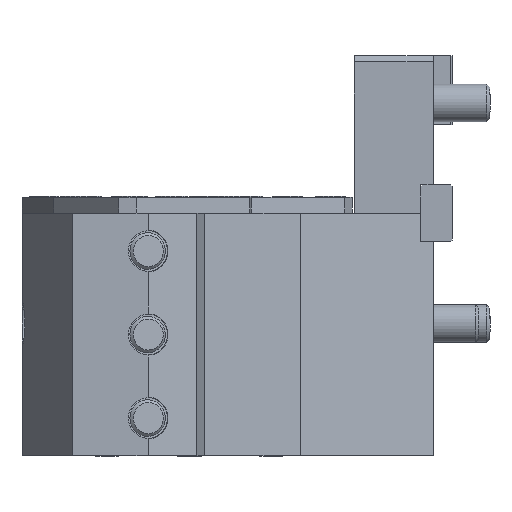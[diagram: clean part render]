
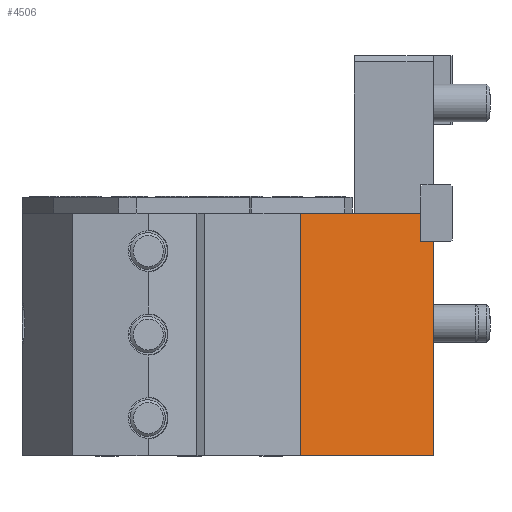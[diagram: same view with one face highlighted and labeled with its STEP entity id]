
A CAD part, left-side view. The second image highlights one B-rep face of the part: STEP entity #4506.
In plain terms, the highlighted planar face has unit normal (-0.966, -0.259, 0).
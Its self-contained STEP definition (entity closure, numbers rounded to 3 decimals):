
#129=LINE('',#6746,#443);
#240=LINE('',#6993,#554);
#299=LINE('',#7108,#613);
#316=LINE('',#7266,#630);
#351=LINE('',#7634,#665);
#353=LINE('',#7640,#667);
#443=VECTOR('',#5525,10.);
#554=VECTOR('',#5738,10.);
#613=VECTOR('',#5823,10.);
#630=VECTOR('',#5884,10.);
#665=VECTOR('',#6223,10.);
#667=VECTOR('',#6233,10.);
#902=PLANE('',#4983);
#1328=FACE_OUTER_BOUND('',#1754,.T.);
#1754=EDGE_LOOP('',(#3897,#3898,#3899,#3900,#3901,#3902));
#2103=VERTEX_POINT('',#6743);
#2104=VERTEX_POINT('',#6745);
#2189=VERTEX_POINT('',#6992);
#2231=VERTEX_POINT('',#7105);
#2232=VERTEX_POINT('',#7107);
#2251=VERTEX_POINT('',#7265);
#2524=EDGE_CURVE('',#2104,#2103,#129,.T.);
#2648=EDGE_CURVE('',#2189,#2104,#240,.T.);
#2707=EDGE_CURVE('',#2232,#2231,#299,.T.);
#2737=EDGE_CURVE('',#2232,#2251,#316,.T.);
#2853=EDGE_CURVE('',#2231,#2189,#351,.T.);
#2855=EDGE_CURVE('',#2251,#2103,#353,.T.);
#3897=ORIENTED_EDGE('',*,*,#2524,.T.);
#3898=ORIENTED_EDGE('',*,*,#2855,.F.);
#3899=ORIENTED_EDGE('',*,*,#2737,.F.);
#3900=ORIENTED_EDGE('',*,*,#2707,.T.);
#3901=ORIENTED_EDGE('',*,*,#2853,.T.);
#3902=ORIENTED_EDGE('',*,*,#2648,.T.);
#4506=ADVANCED_FACE('',(#1328),#902,.T.);
#4983=AXIS2_PLACEMENT_3D('',#7639,#6231,#6232);
#5525=DIRECTION('',(-0.259,0.966,0.));
#5738=DIRECTION('',(0.,0.,1.));
#5823=DIRECTION('',(0.,0.,1.));
#5884=DIRECTION('',(-0.259,0.966,0.));
#6223=DIRECTION('',(-0.259,0.966,0.));
#6231=DIRECTION('center_axis',(-0.966,-0.259,0.));
#6232=DIRECTION('ref_axis',(0.259,-0.966,0.));
#6233=DIRECTION('',(0.,0.,1.));
#6743=CARTESIAN_POINT('',(-59.321,42.25,0.));
#6745=CARTESIAN_POINT('',(-49.072,4.,0.));
#6746=CARTESIAN_POINT('',(-53.66,21.125,0.));
#6992=CARTESIAN_POINT('',(-49.072,4.,-9.));
#6993=CARTESIAN_POINT('',(-49.072,4.,0.));
#7105=CARTESIAN_POINT('',(-48.,0.,-9.));
#7107=CARTESIAN_POINT('',(-48.,0.,-77.));
#7108=CARTESIAN_POINT('',(-48.,0.,0.));
#7265=CARTESIAN_POINT('',(-59.321,42.25,-77.));
#7266=CARTESIAN_POINT('',(-59.321,42.25,-77.));
#7634=CARTESIAN_POINT('',(-49.072,4.,-9.));
#7639=CARTESIAN_POINT('Origin',(-59.321,42.25,0.));
#7640=CARTESIAN_POINT('',(-59.321,42.25,0.));
